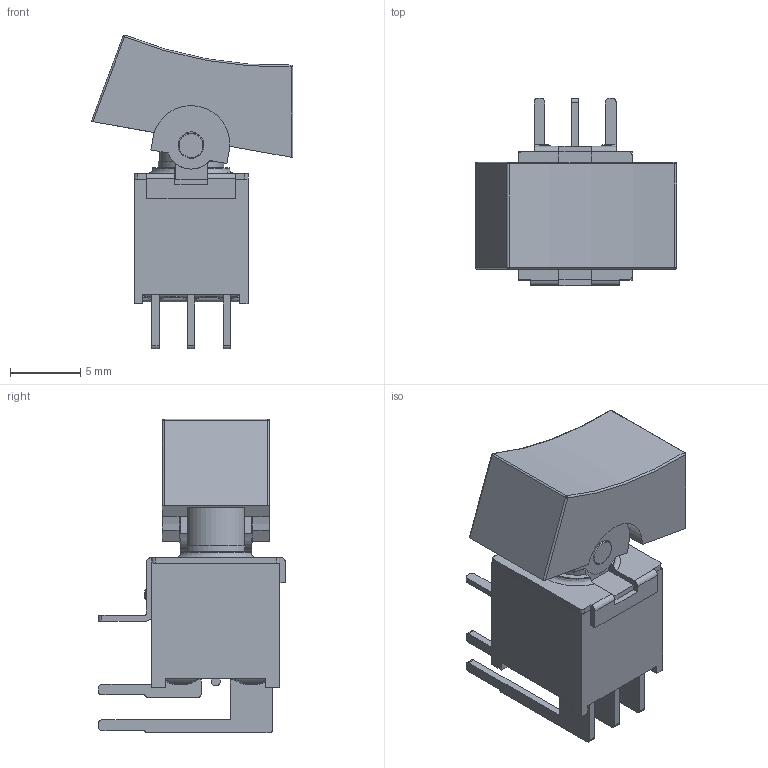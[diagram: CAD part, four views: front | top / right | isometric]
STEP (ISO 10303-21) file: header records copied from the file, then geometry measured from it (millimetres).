
FILE_DESCRIPTION(/* description */ (''),/* implementation_level */ '2;1');
FILE_NAME(/* name */ '400AWMDPxR1xxxM6xE.stp',/* time_stamp */ '2025-05-14T14:48:39-05:00',/* author */ ('mroman'),/* organization */ (''),/* preprocessor_version */ 'ST-DEVELOPER v18.1',/* originating_system */ 'Autodesk Inventor 2022',/* authorisation */ '');
FILE_SCHEMA (('AUTOMOTIVE_DESIGN { 1 0 10303 214 3 1 1 }'));
Length unit declared in the file: inch
Products named in the file (1): 400AWMDPxR1xxxM6xE
Bounding box: 14.37 x 13.35 x 22.39 mm (x, y, z)
Volume: 1089.8 mm3; surface area: 1449.3 mm2
Topology: 1 solids, 1 shells, 248 faces, 698 edges, 452 vertices
Faces by surface type: plane 143, cylinder 75, bspline 18, torus 6, sphere 4, cone 2
Full cylindrical faces by diameter (mm): 3.5 x1
Entity records: 8768 total; most frequent: CARTESIAN_POINT 2356, ORIENTED_EDGE 1388, DIRECTION 1280, EDGE_CURVE 694, VERTEX_POINT 452, LINE 430, VECTOR 430, AXIS2_PLACEMENT_3D 425
